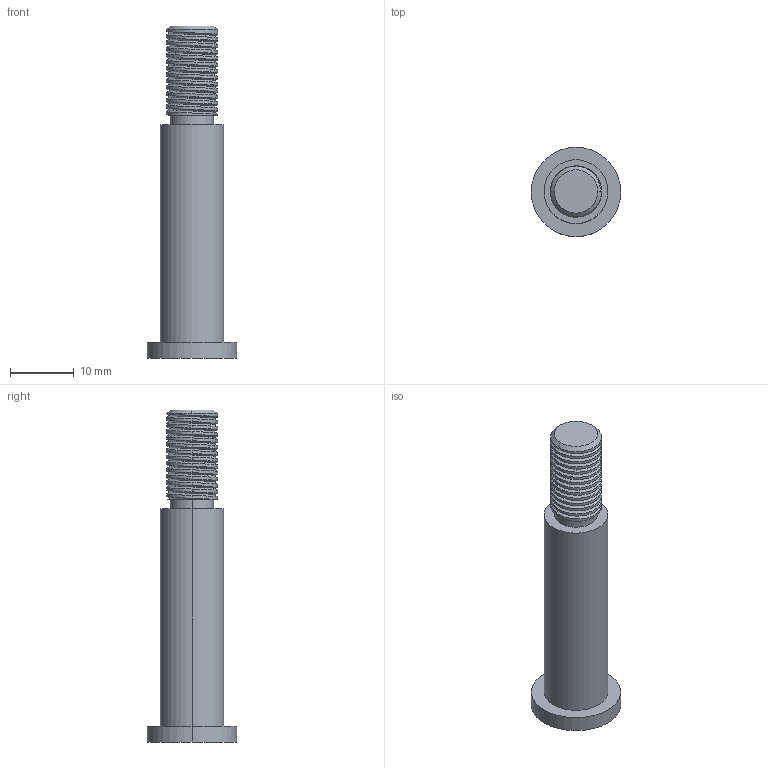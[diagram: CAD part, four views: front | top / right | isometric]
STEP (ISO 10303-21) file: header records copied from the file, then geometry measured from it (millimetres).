
FILE_DESCRIPTION((''),'2;1');
FILE_NAME('5-18','2022-01-09T15:23:05',('Y'),('FoxCAVITY'),'CREO PARAMETRIC BY PTC INC, 2020454','CREO PARAMETRIC BY PTC INC, 2020454','');
FILE_SCHEMA(('CONFIG_CONTROL_DESIGN'));
Length unit declared in the file: millimetre
Products named in the file (1): 5-18
Bounding box: 14 x 14 x 52 mm (x, y, z)
Volume: 3766.3 mm3; surface area: 2048.2 mm2
Topology: 1 solids, 1 shells, 49 faces, 127 edges, 83 vertices
Faces by surface type: cylinder 33, bspline 8, plane 6, cone 2
Entity records: 3504 total; most frequent: CARTESIAN_POINT 2403, ORIENTED_EDGE 254, DIRECTION 160, EDGE_CURVE 127, VERTEX_POINT 83, B_SPLINE_CURVE_WITH_KNOTS 66, AXIS2_PLACEMENT_3D 58, EDGE_LOOP 52
